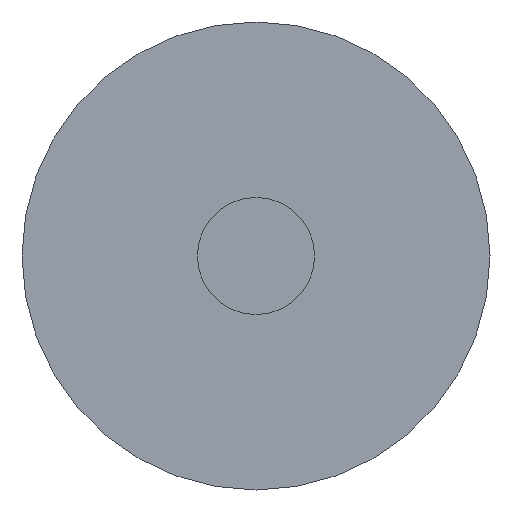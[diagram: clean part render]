
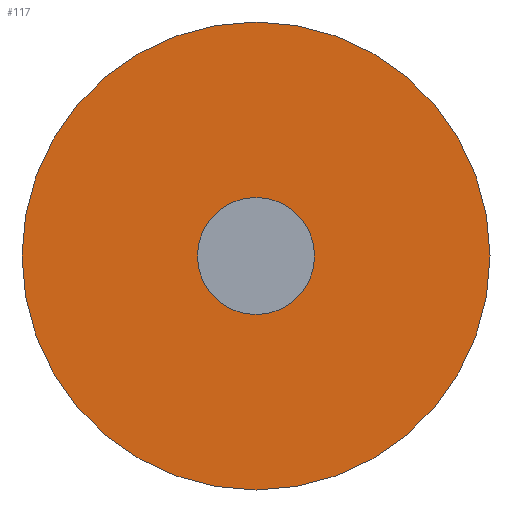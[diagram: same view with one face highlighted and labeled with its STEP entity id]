
A CAD part, left-side view. The second image highlights one B-rep face of the part: STEP entity #117.
In plain terms, the highlighted planar face has unit normal (-1, 0, 0).
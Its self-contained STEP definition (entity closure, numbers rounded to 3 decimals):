
#15=PLANE('',#132);
#22=FACE_BOUND('',#44,.T.);
#31=FACE_OUTER_BOUND('',#43,.T.);
#43=EDGE_LOOP('',(#93));
#44=EDGE_LOOP('',(#94));
#61=CIRCLE('',#130,10.);
#63=CIRCLE('',#133,40.);
#71=VERTEX_POINT('',#196);
#73=VERTEX_POINT('',#201);
#81=EDGE_CURVE('',#71,#71,#61,.T.);
#83=EDGE_CURVE('',#73,#73,#63,.T.);
#93=ORIENTED_EDGE('',*,*,#83,.F.);
#94=ORIENTED_EDGE('',*,*,#81,.T.);
#117=ADVANCED_FACE('',(#31,#22),#15,.T.);
#130=AXIS2_PLACEMENT_3D('',#197,#154,#155);
#132=AXIS2_PLACEMENT_3D('',#200,#158,#159);
#133=AXIS2_PLACEMENT_3D('',#202,#160,#161);
#154=DIRECTION('center_axis',(1.,0.,0.));
#155=DIRECTION('ref_axis',(0.,0.,-1.));
#158=DIRECTION('center_axis',(-1.,0.,0.));
#159=DIRECTION('ref_axis',(0.,0.,1.));
#160=DIRECTION('center_axis',(1.,0.,0.));
#161=DIRECTION('ref_axis',(0.,0.,-1.));
#196=CARTESIAN_POINT('',(20.,10.,0.));
#197=CARTESIAN_POINT('Origin',(20.,0.,0.));
#200=CARTESIAN_POINT('Origin',(20.,40.,0.));
#201=CARTESIAN_POINT('',(20.,40.,0.));
#202=CARTESIAN_POINT('Origin',(20.,0.,0.));
